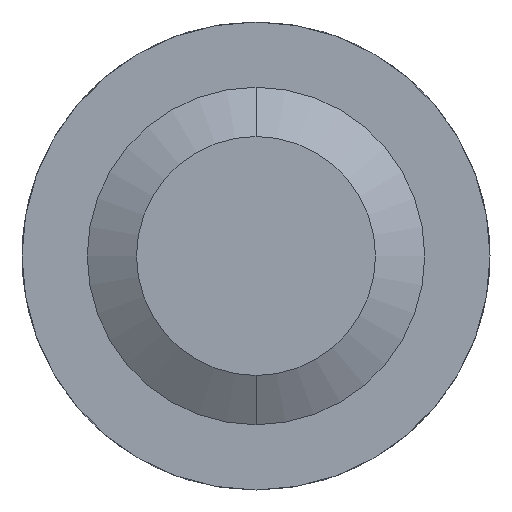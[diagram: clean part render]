
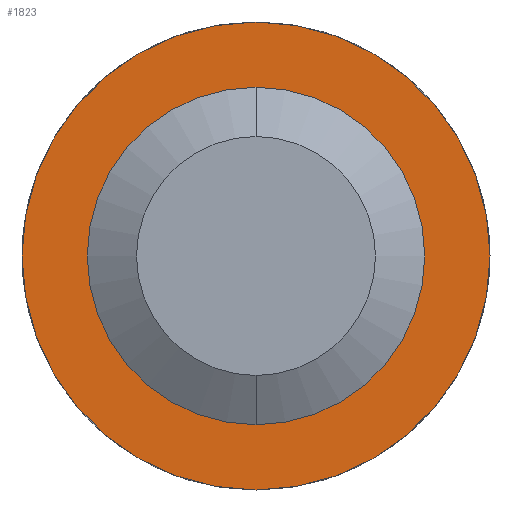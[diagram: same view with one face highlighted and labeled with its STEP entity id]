
A CAD part, front view. The second image highlights one B-rep face of the part: STEP entity #1823.
In plain terms, the highlighted planar face has unit normal (0, -1, 0).
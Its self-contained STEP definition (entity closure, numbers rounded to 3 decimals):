
#63 = AXIS2_PLACEMENT_3D ( 'NONE', #1943, #3380, #1560 ) ;
#198 = DIRECTION ( 'NONE',  ( 0., 1., 0. ) ) ;
#218 = CARTESIAN_POINT ( 'NONE',  ( 0., -2.5, 0.95 ) ) ;
#448 = DIRECTION ( 'NONE',  ( 0., 1., 0. ) ) ;
#481 = DIRECTION ( 'NONE',  ( 0., 0., 1. ) ) ;
#607 = ORIENTED_EDGE ( 'NONE', *, *, #2680, .T. ) ;
#681 = VERTEX_POINT ( 'NONE', #218 ) ;
#762 = AXIS2_PLACEMENT_3D ( 'NONE', #2186, #448, #481 ) ;
#1004 = VERTEX_POINT ( 'NONE', #3564 ) ;
#1007 = CARTESIAN_POINT ( 'NONE',  ( 0., -2.5, 0. ) ) ;
#1181 = DIRECTION ( 'NONE',  ( 0., 0., 1. ) ) ;
#1408 = EDGE_CURVE ( 'Defeature ausgef�hrt1_36+Defeature ausgef�hrt1_37+Defeature ausgef�hrt1_37+Defeature ausgef�hrt1_37', #2348, #681, #3652, .T. ) ;
#1446 = ORIENTED_EDGE ( 'NONE', *, *, #1408, .F. ) ;
#1510 = DIRECTION ( 'NONE',  ( 0., 1., 0. ) ) ;
#1516 = CIRCLE ( 'NONE', #2038, 0.685 ) ;
#1560 = DIRECTION ( 'NONE',  ( 0., 0., 1. ) ) ;
#1757 = EDGE_LOOP ( 'NONE', ( #4161, #607 ) ) ;
#1823 = ADVANCED_FACE ( 'Defeature ausgef�hrt1_37', ( #2002, #2486 ), #2571, .F. ) ;
#1943 = CARTESIAN_POINT ( 'NONE',  ( 0., -2.5, 0. ) ) ;
#2002 = FACE_OUTER_BOUND ( 'NONE', #3685, .T. ) ;
#2011 = EDGE_CURVE ( 'Defeature ausgef�hrt1_37+Defeature ausgef�hrt1_38+Defeature ausgef�hrt1_38+Defeature ausgef�hrt1_38', #1004, #2786, #1516, .T. ) ;
#2038 = AXIS2_PLACEMENT_3D ( 'NONE', #1007, #3805, #2732 ) ;
#2186 = CARTESIAN_POINT ( 'NONE',  ( 0., -2.5, 0. ) ) ;
#2248 = DIRECTION ( 'NONE',  ( 0., 0., 1. ) ) ;
#2348 = VERTEX_POINT ( 'NONE', #2582 ) ;
#2435 = CIRCLE ( 'NONE', #63, 0.95 ) ;
#2486 = FACE_BOUND ( 'NONE', #1757, .T. ) ;
#2571 = PLANE ( 'NONE',  #4219 ) ;
#2582 = CARTESIAN_POINT ( 'NONE',  ( 0., -2.5, -0.95 ) ) ;
#2680 = EDGE_CURVE ( 'Defeature ausgef�hrt1_37+Defeature ausgef�hrt1_38+Defeature ausgef�hrt1_38+Defeature ausgef�hrt1_38', #2786, #1004, #3705, .T. ) ;
#2732 = DIRECTION ( 'NONE',  ( 0., 0., 1. ) ) ;
#2786 = VERTEX_POINT ( 'NONE', #4401 ) ;
#3380 = DIRECTION ( 'NONE',  ( 0., 1., 0. ) ) ;
#3518 = AXIS2_PLACEMENT_3D ( 'NONE', #4074, #198, #2248 ) ;
#3564 = CARTESIAN_POINT ( 'NONE',  ( 0., -2.5, 0.685 ) ) ;
#3652 = CIRCLE ( 'NONE', #3518, 0.95 ) ;
#3685 = EDGE_LOOP ( 'NONE', ( #4347, #1446 ) ) ;
#3705 = CIRCLE ( 'NONE', #762, 0.685 ) ;
#3805 = DIRECTION ( 'NONE',  ( 0., 1., 0. ) ) ;
#3978 = CARTESIAN_POINT ( 'NONE',  ( 0.95, -2.5, 0. ) ) ;
#4074 = CARTESIAN_POINT ( 'NONE',  ( 0., -2.5, 0. ) ) ;
#4161 = ORIENTED_EDGE ( 'NONE', *, *, #2011, .T. ) ;
#4219 = AXIS2_PLACEMENT_3D ( 'NONE', #3978, #1510, #1181 ) ;
#4347 = ORIENTED_EDGE ( 'NONE', *, *, #4452, .F. ) ;
#4401 = CARTESIAN_POINT ( 'NONE',  ( 0., -2.5, -0.685 ) ) ;
#4452 = EDGE_CURVE ( 'Defeature ausgef�hrt1_36+Defeature ausgef�hrt1_37+Defeature ausgef�hrt1_37+Defeature ausgef�hrt1_37', #681, #2348, #2435, .T. ) ;
